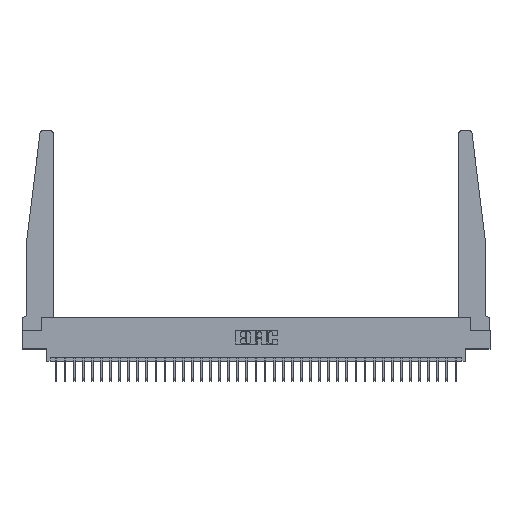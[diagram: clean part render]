
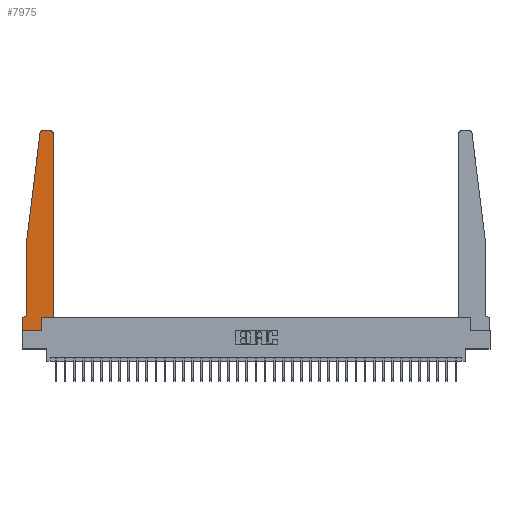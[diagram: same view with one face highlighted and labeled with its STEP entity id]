
A CAD part, top view. The second image highlights one B-rep face of the part: STEP entity #7975.
In plain terms, the highlighted planar face has unit normal (0, 0, 1).
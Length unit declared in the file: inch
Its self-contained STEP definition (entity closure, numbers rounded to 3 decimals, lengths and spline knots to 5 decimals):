
#145 = DIRECTION ( 'NONE',  ( -1., 0., 0. ) ) ;
#645 = ORIENTED_EDGE ( 'NONE', *, *, #5717, .T. ) ;
#687 = EDGE_LOOP ( 'NONE', ( #5382, #29729, #9735, #2238, #14816, #8127, #645, #6068, #11263, #30478, #16352, #2203 ) ) ;
#1227 = DIRECTION ( 'NONE',  ( 1., 0., 0. ) ) ;
#1272 = EDGE_CURVE ( 'NONE', #25089, #11431, #1545, .T. ) ;
#1545 = LINE ( 'NONE', #24029, #14934 ) ;
#1694 = CARTESIAN_POINT ( 'NONE',  ( 0., 0., 0.37 ) ) ;
#2203 = ORIENTED_EDGE ( 'NONE', *, *, #23015, .T. ) ;
#2238 = ORIENTED_EDGE ( 'NONE', *, *, #29471, .T. ) ;
#2544 = EDGE_CURVE ( 'NONE', #4591, #6364, #20884, .T. ) ;
#3105 = DIRECTION ( 'NONE',  ( 0., 0., 1. ) ) ;
#3237 = LINE ( 'NONE', #3271, #15809 ) ;
#3271 = CARTESIAN_POINT ( 'NONE',  ( 0.425, 0.18, 0.37 ) ) ;
#3419 = EDGE_CURVE ( 'NONE', #9901, #26228, #10282, .T. ) ;
#4112 = VECTOR ( 'NONE', #145, 39.37008 ) ;
#4446 = AXIS2_PLACEMENT_3D ( 'NONE', #18166, #3105, #20698 ) ;
#4591 = VERTEX_POINT ( 'NONE', #1694 ) ;
#5382 = ORIENTED_EDGE ( 'NONE', *, *, #6963, .T. ) ;
#5403 = CARTESIAN_POINT ( 'NONE',  ( 0., 0., 0.37 ) ) ;
#5717 = EDGE_CURVE ( 'NONE', #20443, #4591, #27775, .T. ) ;
#6068 = ORIENTED_EDGE ( 'NONE', *, *, #2544, .T. ) ;
#6241 = CARTESIAN_POINT ( 'NONE',  ( 0.24675, 2.72367, 0.37 ) ) ;
#6364 = VERTEX_POINT ( 'NONE', #17798 ) ;
#6825 = CARTESIAN_POINT ( 'NONE',  ( 0.425, 2.72, 0.37 ) ) ;
#6963 = EDGE_CURVE ( 'NONE', #14698, #18266, #17484, .T. ) ;
#7103 = DIRECTION ( 'NONE',  ( -1., 0., 0. ) ) ;
#7510 = CARTESIAN_POINT ( 'NONE',  ( 0.065, 1.25, 0.37 ) ) ;
#7975 = ADVANCED_FACE ( 'NONE', ( #26032 ), #9841, .T. ) ;
#8127 = ORIENTED_EDGE ( 'NONE', *, *, #25296, .T. ) ;
#8272 = CARTESIAN_POINT ( 'NONE',  ( 0.425, 0.18, 0.37 ) ) ;
#9017 = DIRECTION ( 'NONE',  ( -0.122, -0.992, 0. ) ) ;
#9346 = CIRCLE ( 'NONE', #25775, 0.03 ) ;
#9735 = ORIENTED_EDGE ( 'NONE', *, *, #1272, .T. ) ;
#9822 = DIRECTION ( 'NONE',  ( 0., 0., -1. ) ) ;
#9841 = PLANE ( 'NONE',  #16693 ) ;
#9901 = VERTEX_POINT ( 'NONE', #21012 ) ;
#10235 = CARTESIAN_POINT ( 'NONE',  ( 0., 0.1875, 0.37 ) ) ;
#10282 = LINE ( 'NONE', #19373, #28697 ) ;
#10431 = AXIS2_PLACEMENT_3D ( 'NONE', #24843, #9822, #27353 ) ;
#11263 = ORIENTED_EDGE ( 'NONE', *, *, #25908, .T. ) ;
#11300 = CARTESIAN_POINT ( 'NONE',  ( 0.065, 1.25, 0.37 ) ) ;
#11431 = VERTEX_POINT ( 'NONE', #7510 ) ;
#13271 = DIRECTION ( 'NONE',  ( 0., 1., 0. ) ) ;
#13518 = VERTEX_POINT ( 'NONE', #18400 ) ;
#13953 = CARTESIAN_POINT ( 'NONE',  ( 0.395, 2.75, 0.37 ) ) ;
#14589 = CARTESIAN_POINT ( 'NONE',  ( 0.065, 0.1875, 0.37 ) ) ;
#14698 = VERTEX_POINT ( 'NONE', #13953 ) ;
#14816 = ORIENTED_EDGE ( 'NONE', *, *, #16260, .T. ) ;
#14874 = CARTESIAN_POINT ( 'NONE',  ( 0., 0.1875, 0.37 ) ) ;
#14934 = VECTOR ( 'NONE', #9017, 39.37008 ) ;
#15211 = EDGE_CURVE ( 'NONE', #26228, #32363, #3237, .T. ) ;
#15809 = VECTOR ( 'NONE', #13271, 39.37008 ) ;
#16260 = EDGE_CURVE ( 'NONE', #13518, #26173, #24366, .T. ) ;
#16300 = DIRECTION ( 'NONE',  ( 0., 0., 1. ) ) ;
#16352 = ORIENTED_EDGE ( 'NONE', *, *, #15211, .T. ) ;
#16693 = AXIS2_PLACEMENT_3D ( 'NONE', #14874, #32366, #17397 ) ;
#16831 = DIRECTION ( 'NONE',  ( 1., 0., 0. ) ) ;
#17397 = DIRECTION ( 'NONE',  ( 1., 0., 0. ) ) ;
#17484 = LINE ( 'NONE', #17756, #4112 ) ;
#17689 = VECTOR ( 'NONE', #7103, 39.37008 ) ;
#17756 = CARTESIAN_POINT ( 'NONE',  ( 0.25, 2.75, 0.37 ) ) ;
#17798 = CARTESIAN_POINT ( 'NONE',  ( 0.2605, 0., 0.37 ) ) ;
#17953 = EDGE_CURVE ( 'NONE', #18266, #25089, #9346, .T. ) ;
#18162 = CARTESIAN_POINT ( 'NONE',  ( 0.015, 0.1875, 0.37 ) ) ;
#18166 = CARTESIAN_POINT ( 'NONE',  ( 0.395, 2.72, 0.37 ) ) ;
#18266 = VERTEX_POINT ( 'NONE', #32358 ) ;
#18400 = CARTESIAN_POINT ( 'NONE',  ( 0.065, 0.2375, 0.37 ) ) ;
#18443 = CARTESIAN_POINT ( 'NONE',  ( 0., 0., 0.37 ) ) ;
#19373 = CARTESIAN_POINT ( 'NONE',  ( 0.425, 0.18, 0.37 ) ) ;
#19465 = LINE ( 'NONE', #11300, #20252 ) ;
#19612 = VECTOR ( 'NONE', #29683, 39.37008 ) ;
#20252 = VECTOR ( 'NONE', #31341, 39.37008 ) ;
#20406 = LINE ( 'NONE', #27161, #19612 ) ;
#20443 = VERTEX_POINT ( 'NONE', #10235 ) ;
#20698 = DIRECTION ( 'NONE',  ( 1., 0., 0. ) ) ;
#20884 = LINE ( 'NONE', #18443, #26741 ) ;
#21012 = CARTESIAN_POINT ( 'NONE',  ( 0.2605, 0.18, 0.37 ) ) ;
#21107 = VECTOR ( 'NONE', #25489, 39.37008 ) ;
#23015 = EDGE_CURVE ( 'NONE', #32363, #14698, #30715, .T. ) ;
#24029 = CARTESIAN_POINT ( 'NONE',  ( 0.065, 1.25, 0.37 ) ) ;
#24366 = CIRCLE ( 'NONE', #10431, 0.05 ) ;
#24843 = CARTESIAN_POINT ( 'NONE',  ( 0.015, 0.2375, 0.37 ) ) ;
#25089 = VERTEX_POINT ( 'NONE', #6241 ) ;
#25296 = EDGE_CURVE ( 'NONE', #26173, #20443, #30999, .T. ) ;
#25489 = DIRECTION ( 'NONE',  ( 0., -1., 0. ) ) ;
#25775 = AXIS2_PLACEMENT_3D ( 'NONE', #31307, #16300, #1227 ) ;
#25908 = EDGE_CURVE ( 'NONE', #6364, #9901, #20406, .T. ) ;
#26032 = FACE_OUTER_BOUND ( 'NONE', #687, .T. ) ;
#26173 = VERTEX_POINT ( 'NONE', #18162 ) ;
#26228 = VERTEX_POINT ( 'NONE', #8272 ) ;
#26741 = VECTOR ( 'NONE', #28511, 39.37008 ) ;
#27161 = CARTESIAN_POINT ( 'NONE',  ( 0.2605, 0.18, 0.37 ) ) ;
#27353 = DIRECTION ( 'NONE',  ( -1., 0., 0. ) ) ;
#27775 = LINE ( 'NONE', #5403, #21107 ) ;
#28511 = DIRECTION ( 'NONE',  ( 1., 0., 0. ) ) ;
#28697 = VECTOR ( 'NONE', #16831, 39.37008 ) ;
#29471 = EDGE_CURVE ( 'NONE', #11431, #13518, #19465, .T. ) ;
#29683 = DIRECTION ( 'NONE',  ( 0., 1., 0. ) ) ;
#29729 = ORIENTED_EDGE ( 'NONE', *, *, #17953, .T. ) ;
#30478 = ORIENTED_EDGE ( 'NONE', *, *, #3419, .T. ) ;
#30715 = CIRCLE ( 'NONE', #4446, 0.03 ) ;
#30999 = LINE ( 'NONE', #14589, #17689 ) ;
#31307 = CARTESIAN_POINT ( 'NONE',  ( 0.27653, 2.72, 0.37 ) ) ;
#31341 = DIRECTION ( 'NONE',  ( 0., -1., 0. ) ) ;
#32358 = CARTESIAN_POINT ( 'NONE',  ( 0.27653, 2.75, 0.37 ) ) ;
#32363 = VERTEX_POINT ( 'NONE', #6825 ) ;
#32366 = DIRECTION ( 'NONE',  ( 0., 0., 1. ) ) ;
